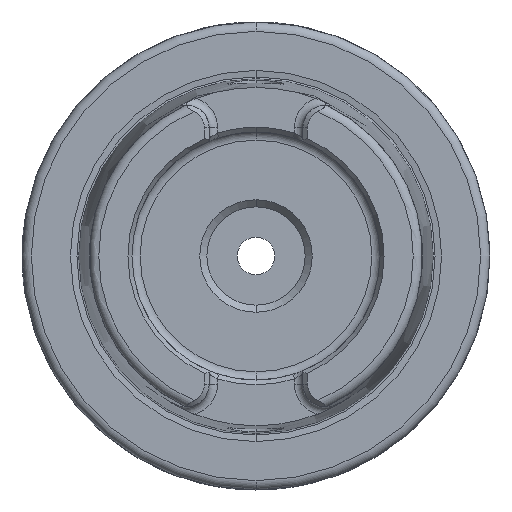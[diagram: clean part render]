
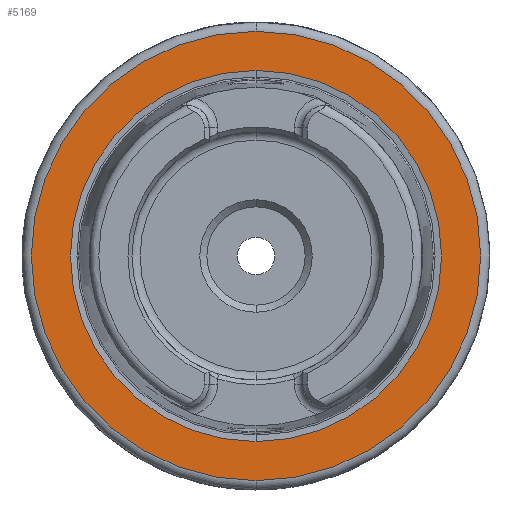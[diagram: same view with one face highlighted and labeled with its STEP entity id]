
A CAD part, left-side view. The second image highlights one B-rep face of the part: STEP entity #5169.
In plain terms, the highlighted planar face has unit normal (-1, 0, 0).
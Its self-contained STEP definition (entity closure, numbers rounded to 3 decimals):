
#207 = DIRECTION ( 'NONE',  ( 0., 0., -1. ) ) ;
#263 = DIRECTION ( 'NONE',  ( 1., 0., 0. ) ) ;
#368 = CARTESIAN_POINT ( 'NONE',  ( 0., 0., 48. ) ) ;
#390 = CARTESIAN_POINT ( 'NONE',  ( 0., 0., 0. ) ) ;
#433 = VERTEX_POINT ( 'NONE', #4314 ) ;
#502 = CARTESIAN_POINT ( 'NONE',  ( 0., 0., -39.647 ) ) ;
#572 = EDGE_LOOP ( 'NONE', ( #7612, #5519 ) ) ;
#863 = DIRECTION ( 'NONE',  ( 0., 0., -1. ) ) ;
#895 = DIRECTION ( 'NONE',  ( 1., 0., 0. ) ) ;
#1013 = CARTESIAN_POINT ( 'NONE',  ( 0., 0., 0. ) ) ;
#1022 = EDGE_LOOP ( 'NONE', ( #5485, #1715 ) ) ;
#1317 = EDGE_CURVE ( 'NONE', #6095, #433, #7375, .T. ) ;
#1643 = VERTEX_POINT ( 'NONE', #502 ) ;
#1715 = ORIENTED_EDGE ( 'NONE', *, *, #7706, .T. ) ;
#1726 = AXIS2_PLACEMENT_3D ( 'NONE', #3524, #3547, #3548 ) ;
#2187 = CARTESIAN_POINT ( 'NONE',  ( 0., 39.647, 0. ) ) ;
#2213 = CARTESIAN_POINT ( 'NONE',  ( 0., 0., 39.647 ) ) ;
#2228 = CIRCLE ( 'NONE', #4881, 48. ) ;
#2480 = DIRECTION ( 'NONE',  ( -1., 0., 0. ) ) ;
#2549 = PLANE ( 'NONE',  #3731 ) ;
#2941 = VERTEX_POINT ( 'NONE', #2213 ) ;
#3123 = FACE_OUTER_BOUND ( 'NONE', #572, .T. ) ;
#3136 = DIRECTION ( 'NONE',  ( 1., 0., 0. ) ) ;
#3524 = CARTESIAN_POINT ( 'NONE',  ( 0., 0., 0. ) ) ;
#3547 = DIRECTION ( 'NONE',  ( 1., 0., 0. ) ) ;
#3548 = DIRECTION ( 'NONE',  ( 0., 0., -1. ) ) ;
#3731 = AXIS2_PLACEMENT_3D ( 'NONE', #2187, #2480, #7499 ) ;
#3901 = FACE_BOUND ( 'NONE', #1022, .T. ) ;
#4314 = CARTESIAN_POINT ( 'NONE',  ( 0., 0., -48. ) ) ;
#4881 = AXIS2_PLACEMENT_3D ( 'NONE', #6915, #3136, #6418 ) ;
#5041 = EDGE_CURVE ( 'NONE', #433, #6095, #2228, .T. ) ;
#5169 = ADVANCED_FACE ( 'NONE', ( #3901, #3123 ), #2549, .T. ) ;
#5485 = ORIENTED_EDGE ( 'NONE', *, *, #6801, .T. ) ;
#5519 = ORIENTED_EDGE ( 'NONE', *, *, #1317, .F. ) ;
#6095 = VERTEX_POINT ( 'NONE', #368 ) ;
#6418 = DIRECTION ( 'NONE',  ( 0., 0., -1. ) ) ;
#6668 = AXIS2_PLACEMENT_3D ( 'NONE', #1013, #895, #863 ) ;
#6801 = EDGE_CURVE ( 'NONE', #2941, #1643, #6910, .T. ) ;
#6910 = CIRCLE ( 'NONE', #7171, 39.647 ) ;
#6915 = CARTESIAN_POINT ( 'NONE',  ( 0., 0., 0. ) ) ;
#7171 = AXIS2_PLACEMENT_3D ( 'NONE', #390, #263, #207 ) ;
#7375 = CIRCLE ( 'NONE', #1726, 48. ) ;
#7499 = DIRECTION ( 'NONE',  ( 0., 0., 1. ) ) ;
#7576 = CIRCLE ( 'NONE', #6668, 39.647 ) ;
#7612 = ORIENTED_EDGE ( 'NONE', *, *, #5041, .F. ) ;
#7706 = EDGE_CURVE ( 'NONE', #1643, #2941, #7576, .T. ) ;
